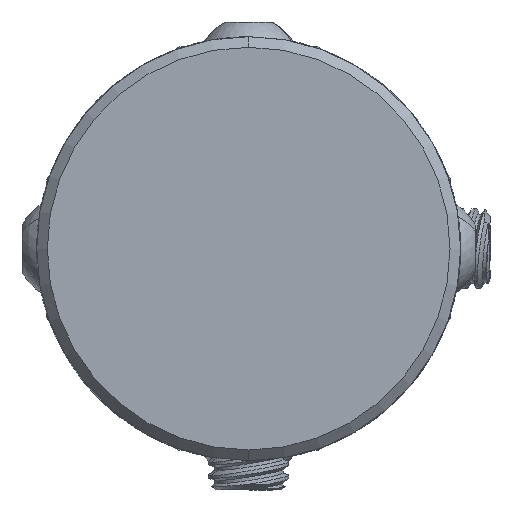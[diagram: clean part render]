
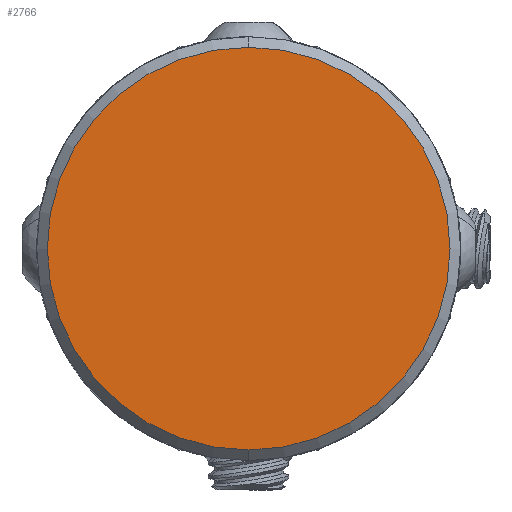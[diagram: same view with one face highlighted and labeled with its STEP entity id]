
A CAD part, left-side view. The second image highlights one B-rep face of the part: STEP entity #2766.
In plain terms, the highlighted planar face has unit normal (-1, 0, 0).
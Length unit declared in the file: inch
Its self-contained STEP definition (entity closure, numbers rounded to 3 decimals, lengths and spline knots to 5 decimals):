
#90 = CARTESIAN_POINT ( 'NONE',  ( -1.875, 0., 0. ) ) ;
#323 = AXIS2_PLACEMENT_3D ( 'NONE', #407, #1463, #6758 ) ;
#407 = CARTESIAN_POINT ( 'NONE',  ( -1.875, 0., 0. ) ) ;
#751 = EDGE_LOOP ( 'NONE', ( #1574, #14349 ) ) ;
#802 = DIRECTION ( 'NONE',  ( 0., 0., -1. ) ) ;
#1397 = EDGE_CURVE ( 'NONE', #14647, #14102, #11711, .T. ) ;
#1463 = DIRECTION ( 'NONE',  ( -1., 0., 0. ) ) ;
#1574 = ORIENTED_EDGE ( 'NONE', *, *, #15526, .T. ) ;
#2766 = ADVANCED_FACE ( 'NONE', ( #5750 ), #6306, .F. ) ;
#3769 = DIRECTION ( 'NONE',  ( 0., 0., -1. ) ) ;
#5750 = FACE_OUTER_BOUND ( 'NONE', #751, .T. ) ;
#6306 = PLANE ( 'NONE',  #6996 ) ;
#6758 = DIRECTION ( 'NONE',  ( 0., 0., -1. ) ) ;
#6996 = AXIS2_PLACEMENT_3D ( 'NONE', #90, #11166, #802 ) ;
#9212 = CIRCLE ( 'NONE', #323, 0.59125 ) ;
#10815 = DIRECTION ( 'NONE',  ( -1., 0., 0. ) ) ;
#11166 = DIRECTION ( 'NONE',  ( 1., 0., 0. ) ) ;
#11711 = CIRCLE ( 'NONE', #14267, 0.59125 ) ;
#12666 = CARTESIAN_POINT ( 'NONE',  ( -1.875, 0., 0.59125 ) ) ;
#13426 = CARTESIAN_POINT ( 'NONE',  ( -1.875, 0., -0.59125 ) ) ;
#14102 = VERTEX_POINT ( 'NONE', #13426 ) ;
#14267 = AXIS2_PLACEMENT_3D ( 'NONE', #15373, #10815, #3769 ) ;
#14349 = ORIENTED_EDGE ( 'NONE', *, *, #1397, .T. ) ;
#14647 = VERTEX_POINT ( 'NONE', #12666 ) ;
#15373 = CARTESIAN_POINT ( 'NONE',  ( -1.875, 0., 0. ) ) ;
#15526 = EDGE_CURVE ( 'NONE', #14102, #14647, #9212, .T. ) ;
